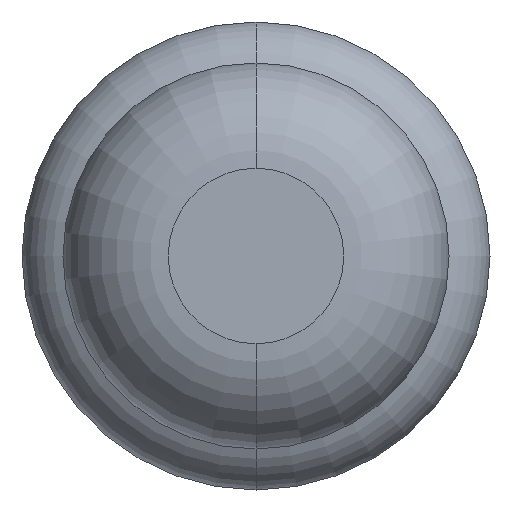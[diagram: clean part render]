
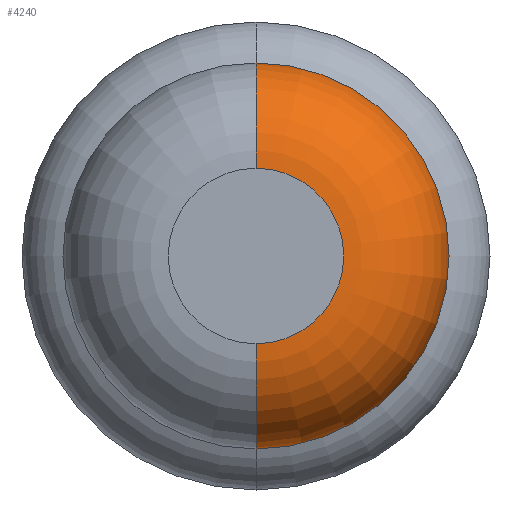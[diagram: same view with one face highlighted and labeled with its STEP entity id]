
A CAD part, front view. The second image highlights one B-rep face of the part: STEP entity #4240.
In plain terms, the highlighted toroidal (fillet/blend) face has major radius 0.375 mm and minor radius 0.45 mm.
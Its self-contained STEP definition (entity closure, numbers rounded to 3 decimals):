
#126 = TOROIDAL_SURFACE ( 'NONE', #2007, 0.375, 0.45 ) ;
#313 = CIRCLE ( 'NONE', #3659, 0.45 ) ;
#339 = VERTEX_POINT ( 'NONE', #3339 ) ;
#348 = FACE_OUTER_BOUND ( 'NONE', #2725, .T. ) ;
#401 = DIRECTION ( 'NONE',  ( 0., 0., 1. ) ) ;
#476 = ORIENTED_EDGE ( 'NONE', *, *, #1391, .F. ) ;
#494 = DIRECTION ( 'NONE',  ( 0., 1., 0. ) ) ;
#709 = CARTESIAN_POINT ( 'NONE',  ( 0., -25.55, 0.825 ) ) ;
#819 = DIRECTION ( 'NONE',  ( 0., 0., 1. ) ) ;
#885 = CARTESIAN_POINT ( 'NONE',  ( 0., -25.55, 0. ) ) ;
#959 = CIRCLE ( 'NONE', #3566, 0.825 ) ;
#1124 = CARTESIAN_POINT ( 'NONE',  ( 0., -25.55, -0.825 ) ) ;
#1160 = DIRECTION ( 'NONE',  ( 0., 0., 1. ) ) ;
#1221 = EDGE_CURVE ( 'Defeature ausgef�hrt1_9+Defeature ausgef�hrt1_8+Defeature ausgef�hrt1_8+Defeature ausgef�hrt1_8', #1661, #3831, #959, .T. ) ;
#1269 = DIRECTION ( 'NONE',  ( 0., 1., 0. ) ) ;
#1374 = ORIENTED_EDGE ( 'NONE', *, *, #2812, .T. ) ;
#1391 = EDGE_CURVE ( 'NONE', #2614, #1661, #313, .T. ) ;
#1532 = CARTESIAN_POINT ( 'NONE',  ( 0., -26., 0.375 ) ) ;
#1661 = VERTEX_POINT ( 'NONE', #709 ) ;
#1749 = ORIENTED_EDGE ( 'NONE', *, *, #2578, .T. ) ;
#2007 = AXIS2_PLACEMENT_3D ( 'NONE', #2191, #2146, #819 ) ;
#2146 = DIRECTION ( 'NONE',  ( 0., 1., 0. ) ) ;
#2191 = CARTESIAN_POINT ( 'NONE',  ( 0., -25.55, 0. ) ) ;
#2328 = CARTESIAN_POINT ( 'NONE',  ( 0., -25.55, -0.375 ) ) ;
#2511 = DIRECTION ( 'NONE',  ( -1., 0., 0. ) ) ;
#2578 = EDGE_CURVE ( 'Defeature ausgef�hrt1_8+Defeature ausgef�hrt1_7+Defeature ausgef�hrt1_7+Defeature ausgef�hrt1_7', #2614, #339, #2816, .T. ) ;
#2592 = AXIS2_PLACEMENT_3D ( 'NONE', #2328, #3018, #3724 ) ;
#2614 = VERTEX_POINT ( 'NONE', #1532 ) ;
#2725 = EDGE_LOOP ( 'NONE', ( #1749, #1374, #4164, #476 ) ) ;
#2809 = CIRCLE ( 'NONE', #2592, 0.45 ) ;
#2812 = EDGE_CURVE ( 'NONE', #339, #3831, #2809, .T. ) ;
#2816 = CIRCLE ( 'NONE', #4454, 0.375 ) ;
#3018 = DIRECTION ( 'NONE',  ( 1., 0., 0. ) ) ;
#3175 = CARTESIAN_POINT ( 'NONE',  ( 0., -25.55, 0.375 ) ) ;
#3209 = CARTESIAN_POINT ( 'NONE',  ( 0., -26., 0. ) ) ;
#3339 = CARTESIAN_POINT ( 'NONE',  ( 0., -26., -0.375 ) ) ;
#3566 = AXIS2_PLACEMENT_3D ( 'NONE', #885, #1269, #3984 ) ;
#3659 = AXIS2_PLACEMENT_3D ( 'NONE', #3175, #2511, #401 ) ;
#3724 = DIRECTION ( 'NONE',  ( 0., 0., -1. ) ) ;
#3831 = VERTEX_POINT ( 'NONE', #1124 ) ;
#3984 = DIRECTION ( 'NONE',  ( 0., 0., 1. ) ) ;
#4164 = ORIENTED_EDGE ( 'NONE', *, *, #1221, .F. ) ;
#4240 = ADVANCED_FACE ( 'Defeature ausgef�hrt1_8', ( #348 ), #126, .T. ) ;
#4454 = AXIS2_PLACEMENT_3D ( 'NONE', #3209, #494, #1160 ) ;
